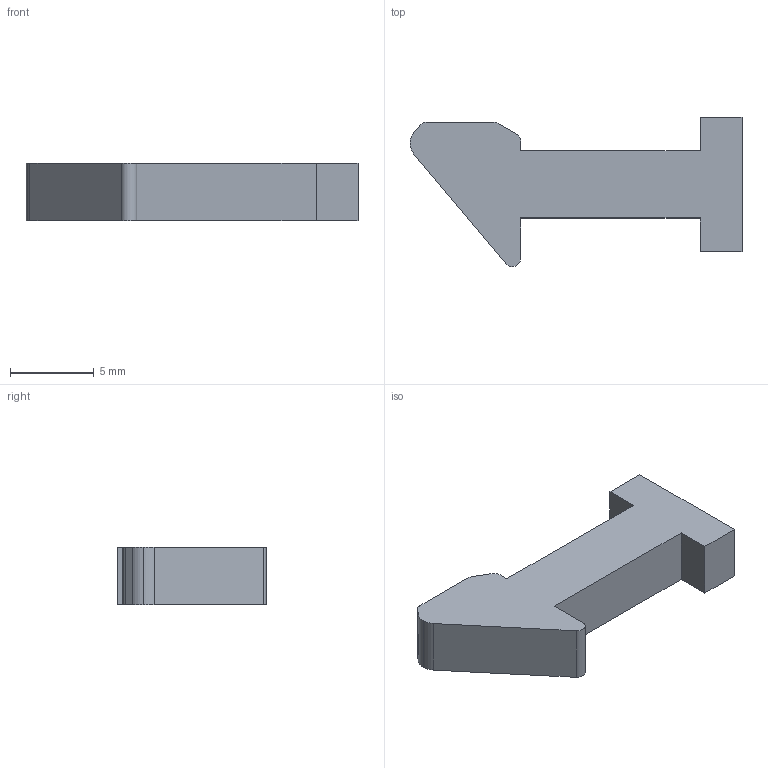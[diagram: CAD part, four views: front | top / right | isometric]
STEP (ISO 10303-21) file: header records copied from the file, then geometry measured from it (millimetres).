
FILE_DESCRIPTION (( 'STEP AP203' ), '1' );
FILE_NAME ('Plunger.STEP', '2020-09-23T23:02:43', ( '' ), ( '' ), 'SwSTEP 2.0', 'SolidWorks 2020', '' );
FILE_SCHEMA (( 'CONFIG_CONTROL_DESIGN' ));
Length unit declared in the file: millimetre
Products named in the file (1): Plunger
Bounding box: 19.8 x 8.9 x 3.4 mm (x, y, z)
Volume: 301.5 mm3; surface area: 459.7 mm2
Topology: 1 solids, 1 shells, 27 faces, 69 edges, 46 vertices
Faces by surface type: plane 17, cylinder 10
Entity records: 900 total; most frequent: DIRECTION 145, CARTESIAN_POINT 143, ORIENTED_EDGE 138, EDGE_CURVE 69, LINE 49, VECTOR 49, AXIS2_PLACEMENT_3D 48, VERTEX_POINT 46
